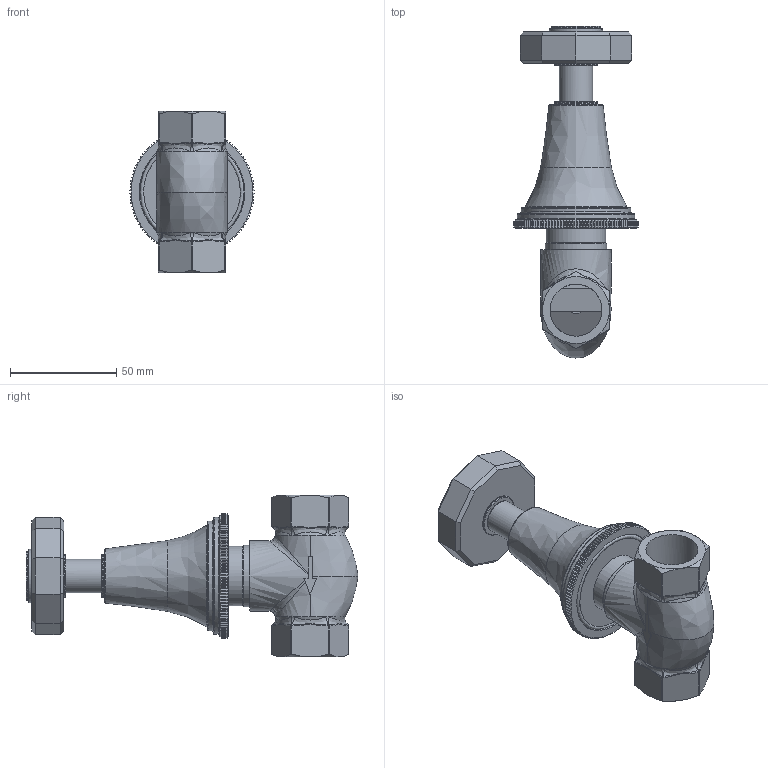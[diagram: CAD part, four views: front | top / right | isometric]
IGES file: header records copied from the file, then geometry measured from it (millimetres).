
Global section: file name: V607-TD; native system: Autodesk Inventor 2014; preprocessor: unknown; author: adaniels; date: 20131121.093408; units: millimetre
Bounding box: 58.49 x 156.24 x 76.2 mm (x, y, z)
Volume: 143580.6 mm3; surface area: 68287.6 mm2
Topology: 21 solids, 21 shells, 1370 faces, 3369 edges, 2067 vertices
Faces by surface type: bspline 1370
